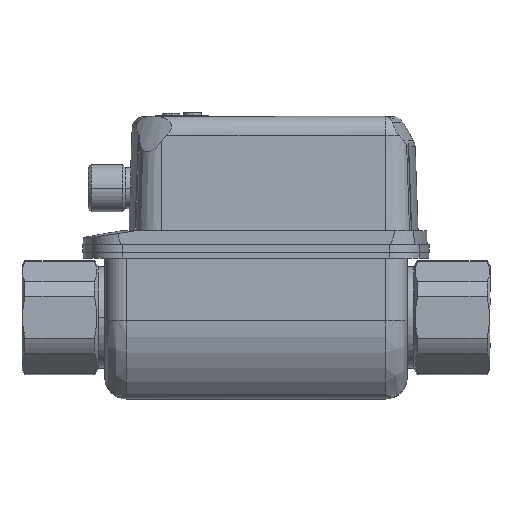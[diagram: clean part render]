
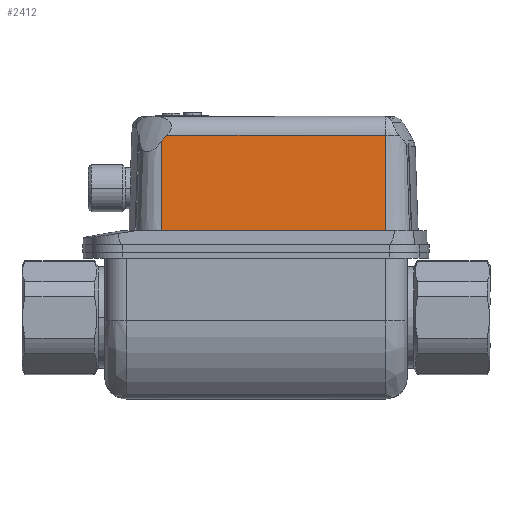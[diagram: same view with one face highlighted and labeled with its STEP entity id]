
A CAD part, top view. The second image highlights one B-rep face of the part: STEP entity #2412.
In plain terms, the highlighted planar face has unit normal (0, 0.035, 0.999).
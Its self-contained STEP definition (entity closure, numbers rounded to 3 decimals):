
#262 = VERTEX_POINT ( 'NONE', #6595 ) ;
#329 = LINE ( 'NONE', #5998, #7703 ) ;
#516 = FACE_OUTER_BOUND ( 'NONE', #899, .T. ) ;
#899 = EDGE_LOOP ( 'NONE', ( #8790, #7005, #5675, #7514, #5834 ) ) ;
#1640 = DIRECTION ( 'NONE',  ( 0., -0.999, 0.035 ) ) ;
#1728 = CARTESIAN_POINT ( 'NONE',  ( -22.703, 29.674, 20.524 ) ) ;
#1820 = LINE ( 'NONE', #4298, #4385 ) ;
#1875 = CARTESIAN_POINT ( 'NONE',  ( 50., 29.674, 20.524 ) ) ;
#1906 = DIRECTION ( 'NONE',  ( 0., 0.999, -0.035 ) ) ;
#2009 = CARTESIAN_POINT ( 'NONE',  ( -24., 5.5, 21.368 ) ) ;
#2114 = VECTOR ( 'NONE', #1640, 1000. ) ;
#2207 = EDGE_CURVE ( 'NONE', #3695, #6177, #1820, .T. ) ;
#2268 = EDGE_CURVE ( 'NONE', #262, #4052, #5958, .T. ) ;
#2400 = CARTESIAN_POINT ( 'NONE',  ( 32.95, 29.674, 20.524 ) ) ;
#2412 = ADVANCED_FACE ( 'NONE', ( #516 ), #3941, .F. ) ;
#2502 = CARTESIAN_POINT ( 'NONE',  ( -23.156, 29.192, 20.54 ) ) ;
#2653 = CARTESIAN_POINT ( 'NONE',  ( 32.95, 29.674, 20.524 ) ) ;
#2908 = EDGE_CURVE ( 'NONE', #6307, #3695, #5017, .T. ) ;
#3129 = VECTOR ( 'NONE', #6335, 1000. ) ;
#3695 = VERTEX_POINT ( 'NONE', #5935 ) ;
#3941 = PLANE ( 'NONE',  #8837 ) ;
#4052 = VERTEX_POINT ( 'NONE', #4501 ) ;
#4298 = CARTESIAN_POINT ( 'NONE',  ( 50., 5.5, 21.368 ) ) ;
#4385 = VECTOR ( 'NONE', #5055, 1000. ) ;
#4501 = CARTESIAN_POINT ( 'NONE',  ( -22.703, 29.674, 20.524 ) ) ;
#4960 = EDGE_CURVE ( 'NONE', #6177, #262, #329, .T. ) ;
#5017 = LINE ( 'NONE', #2400, #2114 ) ;
#5055 = DIRECTION ( 'NONE',  ( -1., 0., 0. ) ) ;
#5171 = CARTESIAN_POINT ( 'NONE',  ( -23.588, 28.69, 20.558 ) ) ;
#5237 = CARTESIAN_POINT ( 'NONE',  ( -24., 28.173, 20.576 ) ) ;
#5675 = ORIENTED_EDGE ( 'NONE', *, *, #5679, .F. ) ;
#5679 = EDGE_CURVE ( 'NONE', #4052, #6307, #8651, .T. ) ;
#5834 = ORIENTED_EDGE ( 'NONE', *, *, #4960, .F. ) ;
#5935 = CARTESIAN_POINT ( 'NONE',  ( 32.95, 5.5, 21.368 ) ) ;
#5958 = B_SPLINE_CURVE_WITH_KNOTS ( 'NONE', 3,
 ( #5237, #5171, #2502, #1728 ),
 .UNSPECIFIED., .F., .F.,
 ( 4, 4 ),
 ( 0., 0.002 ),
 .UNSPECIFIED. ) ;
#5998 = CARTESIAN_POINT ( 'NONE',  ( -24., 29.674, 20.524 ) ) ;
#6025 = DIRECTION ( 'NONE',  ( 0., -0.035, -0.999 ) ) ;
#6177 = VERTEX_POINT ( 'NONE', #2009 ) ;
#6307 = VERTEX_POINT ( 'NONE', #2653 ) ;
#6335 = DIRECTION ( 'NONE',  ( 1., 0., 0. ) ) ;
#6595 = CARTESIAN_POINT ( 'NONE',  ( -24., 28.173, 20.576 ) ) ;
#6655 = DIRECTION ( 'NONE',  ( 0., 0.999, -0.035 ) ) ;
#7005 = ORIENTED_EDGE ( 'NONE', *, *, #2908, .F. ) ;
#7514 = ORIENTED_EDGE ( 'NONE', *, *, #2268, .F. ) ;
#7642 = CARTESIAN_POINT ( 'NONE',  ( 50., 29.674, 20.524 ) ) ;
#7703 = VECTOR ( 'NONE', #1906, 1000. ) ;
#8651 = LINE ( 'NONE', #7642, #3129 ) ;
#8790 = ORIENTED_EDGE ( 'NONE', *, *, #2207, .F. ) ;
#8837 = AXIS2_PLACEMENT_3D ( 'NONE', #1875, #6025, #6655 ) ;
